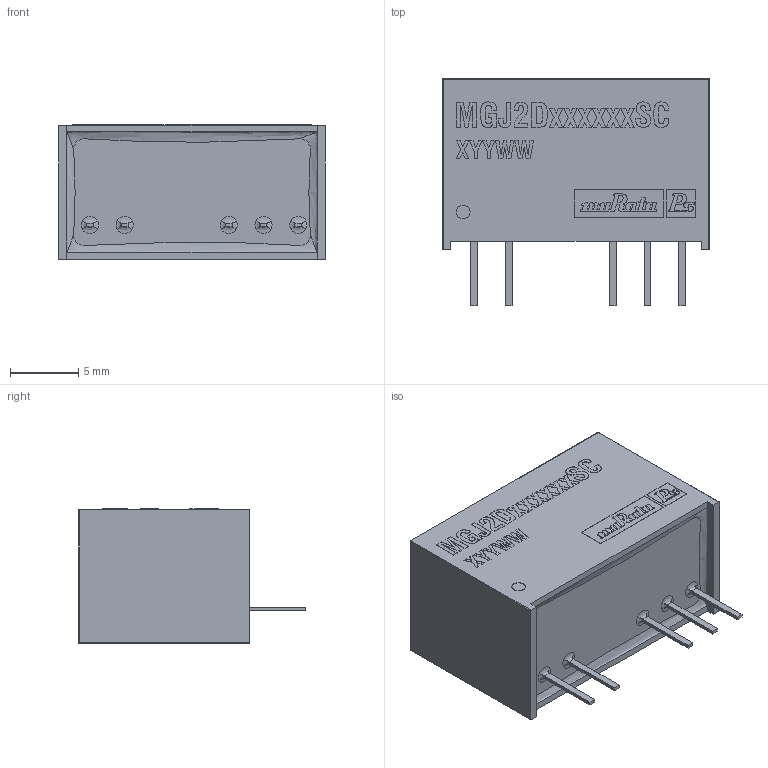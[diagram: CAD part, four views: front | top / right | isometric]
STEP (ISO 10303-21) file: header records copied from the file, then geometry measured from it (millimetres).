
FILE_DESCRIPTION (( 'STEP AP214' ), '1' );
FILE_NAME ('mps_dcdc_mgj2d_sc_a.STEP', '2014-10-04T14:12:16', ( '' ), ( '' ), 'SwSTEP 2.0', 'SolidWorks 2014', '' );
FILE_SCHEMA (( 'AUTOMOTIVE_DESIGN' ));
Length unit declared in the file: millimetre
Products named in the file (1): mps_dcdc_mgj2d_sc_a
Bounding box: 19.5 x 16.6 x 9.82 mm (x, y, z)
Volume: 772.9 mm3; surface area: 2332 mm2
Topology: 34 solids, 34 shells, 615 faces, 1618 edges, 1072 vertices
Faces by surface type: plane 406, cylinder 119, bspline 86, sphere 4
Full cylindrical faces by diameter (mm): 1 x1
Entity records: 29652 total; most frequent: CARTESIAN_POINT 7758, ORIENTED_EDGE 3226, DIRECTION 2711, EDGE_CURVE 1613, LINE 1175, VECTOR 1175, VERTEX_POINT 1072, AXIS2_PLACEMENT_3D 768
